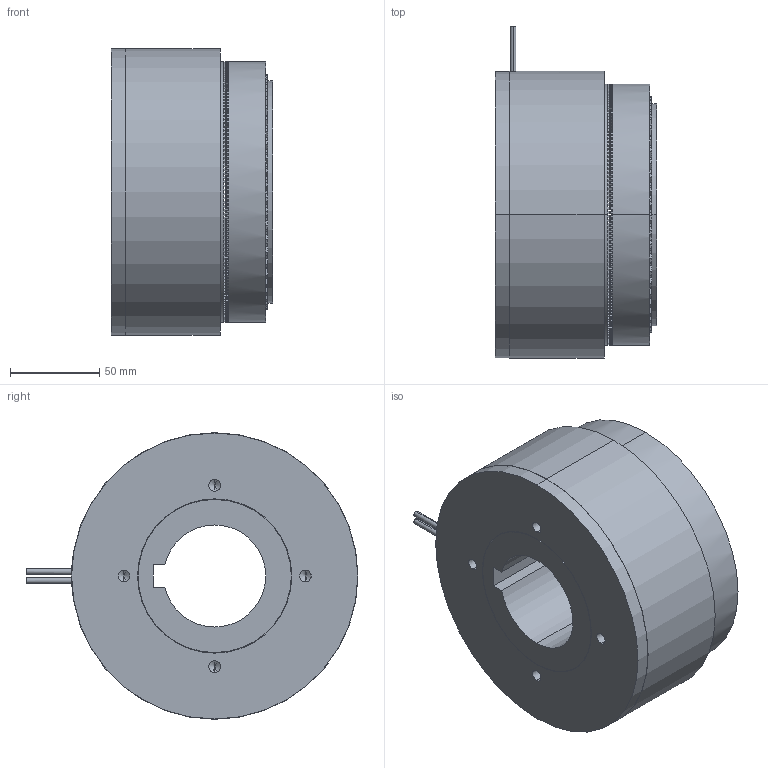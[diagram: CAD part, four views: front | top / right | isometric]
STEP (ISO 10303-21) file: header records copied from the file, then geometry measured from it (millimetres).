
FILE_DESCRIPTION (( 'STEP AP214' ), '1' );
FILE_NAME ('630_WMTC_WebAssy.STEP', '2017-11-06T13:38:51', ( 'Delete' ), ( 'Hewlett-Packard Company' ), 'SwSTEP 2.0', 'SolidWorks 2017', '' );
FILE_SCHEMA (( 'AUTOMOTIVE_DESIGN' ));
Length unit declared in the file: inch
Products named in the file (1): 630_WMTC_WebAssy
Bounding box: 90.3 x 185.93 x 160.53 mm (x, y, z)
Volume: 1326210.7 mm3; surface area: 222543.9 mm2
Topology: 7 solids, 7 shells, 2357 faces, 6913 edges, 4581 vertices
Faces by surface type: plane 1201, cylinder 934, cone 214, torus 4, bspline 2, sphere 2
Entity records: 111637 total; most frequent: CARTESIAN_POINT 15769, DIRECTION 14312, ORIENTED_EDGE 13806, EDGE_CURVE 6903, AXIS2_PLACEMENT_3D 5272, VERTEX_POINT 4581, LINE 3768, VECTOR 3768
